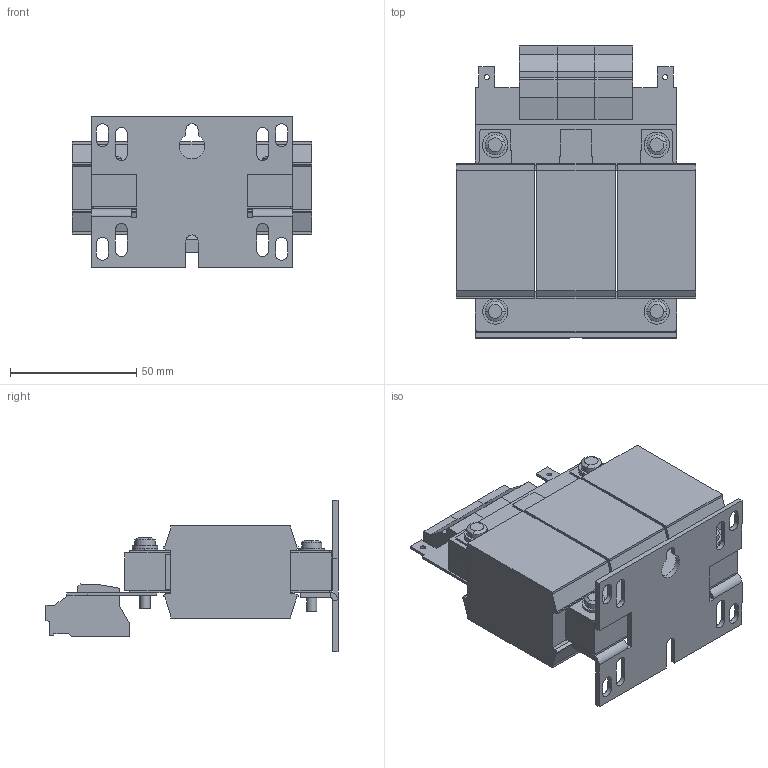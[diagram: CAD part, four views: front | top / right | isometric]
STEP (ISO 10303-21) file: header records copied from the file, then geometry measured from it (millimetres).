
FILE_DESCRIPTION (( 'STEP AP214' ), '1' );
FILE_NAME ('208143.STEP', '2020-05-29T00:17:44', ( '' ), ( '' ), 'SwSTEP 2.0', 'SolidWorks 2018', '' );
FILE_SCHEMA (( 'AUTOMOTIVE_DESIGN' ));
Length unit declared in the file: millimetre
Products named in the file (1): 208143
Bounding box: 95 x 115.65 x 60 mm (x, y, z)
Volume: 246622.9 mm3; surface area: 55211.4 mm2
Topology: 1 solids, 1 shells, 484 faces, 1286 edges, 812 vertices
Faces by surface type: plane 399, cylinder 77, sphere 8
Entity records: 14822 total; most frequent: CARTESIAN_POINT 2583, ORIENTED_EDGE 2572, DIRECTION 2434, EDGE_CURVE 1286, VECTOR 1108, LINE 1108, VERTEX_POINT 812, AXIS2_PLACEMENT_3D 663
